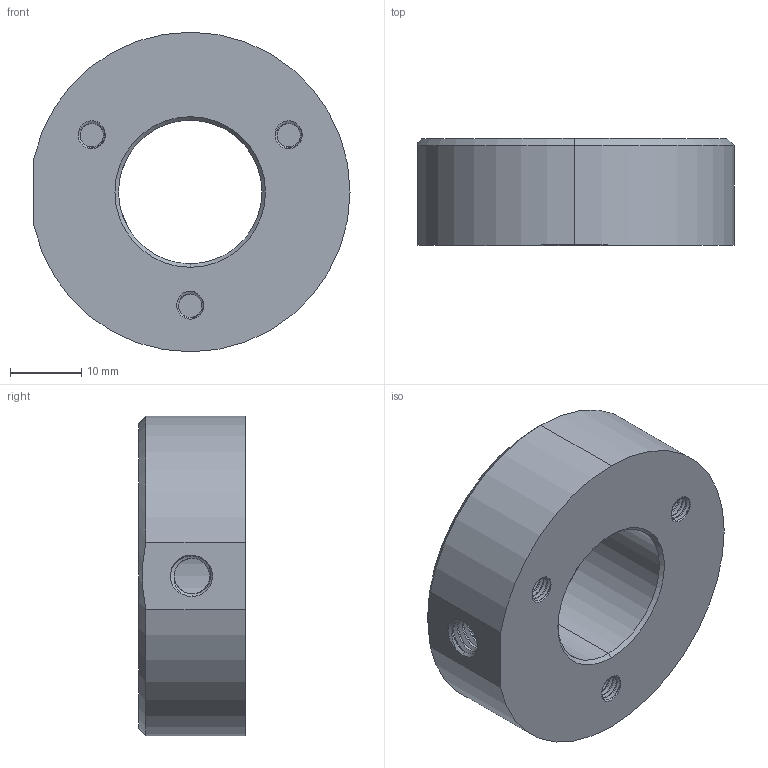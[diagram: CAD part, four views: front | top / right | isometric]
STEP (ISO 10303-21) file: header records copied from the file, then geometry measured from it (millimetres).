
FILE_DESCRIPTION (( 'STEP AP214' ), '1' );
FILE_NAME ('HERON-002_Fancy-Array_Ring-Top.STEP', '2023-12-13T10:27:46', ( '' ), ( '' ), 'SwSTEP 2.0', 'SolidWorks 2022', '' );
FILE_SCHEMA (( 'AUTOMOTIVE_DESIGN' ));
Length unit declared in the file: millimetre
Products named in the file (1): HERON-002_Fancy-Array_Ring-Top
Bounding box: 44.5 x 15 x 45 mm (x, y, z)
Volume: 18263.7 mm3; surface area: 6418.7 mm2
Topology: 1 solids, 1 shells, 167 faces, 482 edges, 320 vertices
Faces by surface type: cylinder 129, cone 15, bspline 14, plane 9
Entity records: 14376 total; most frequent: CARTESIAN_POINT 10844, ORIENTED_EDGE 964, DIRECTION 515, EDGE_CURVE 482, VERTEX_POINT 320, AXIS2_PLACEMENT_3D 186, EDGE_LOOP 174, ADVANCED_FACE 167
